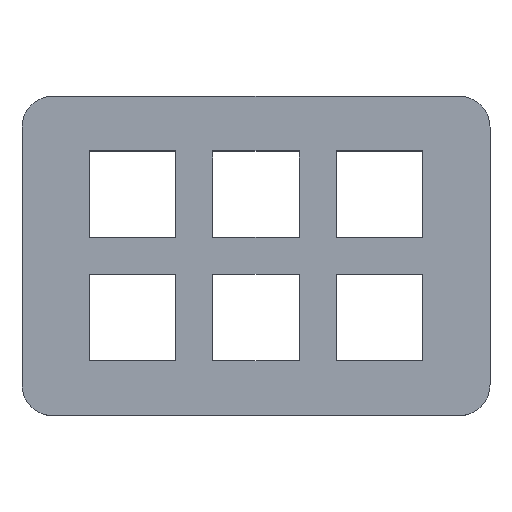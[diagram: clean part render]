
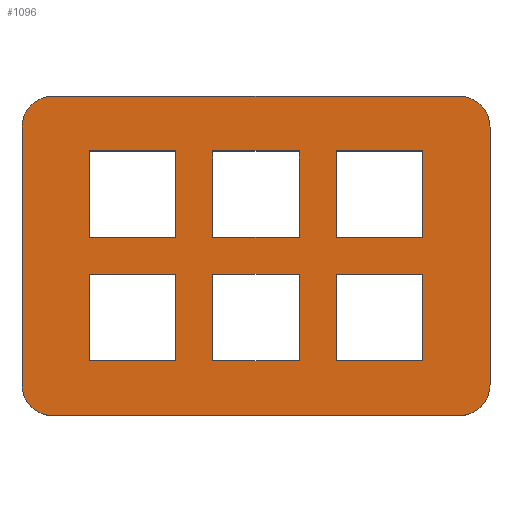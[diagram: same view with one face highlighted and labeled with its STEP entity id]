
A CAD part, top view. The second image highlights one B-rep face of the part: STEP entity #1096.
In plain terms, the highlighted planar face has unit normal (0, 0, 1).
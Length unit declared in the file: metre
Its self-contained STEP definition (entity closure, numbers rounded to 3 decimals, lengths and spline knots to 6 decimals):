
#30=CIRCLE('',#1153,0.005);
#32=CIRCLE('',#1157,0.005);
#35=CIRCLE('',#1162,0.005);
#37=CIRCLE('',#1171,0.005);
#230=ORIENTED_EDGE('',*,*,#439,.T.);
#231=ORIENTED_EDGE('',*,*,#442,.T.);
#232=ORIENTED_EDGE('',*,*,#445,.F.);
#233=ORIENTED_EDGE('',*,*,#448,.T.);
#234=ORIENTED_EDGE('',*,*,#452,.F.);
#235=ORIENTED_EDGE('',*,*,#455,.T.);
#236=ORIENTED_EDGE('',*,*,#462,.T.);
#237=ORIENTED_EDGE('',*,*,#469,.T.);
#238=ORIENTED_EDGE('',*,*,#429,.F.);
#239=ORIENTED_EDGE('',*,*,#432,.F.);
#240=ORIENTED_EDGE('',*,*,#434,.F.);
#241=ORIENTED_EDGE('',*,*,#467,.F.);
#242=ORIENTED_EDGE('',*,*,#422,.F.);
#243=ORIENTED_EDGE('',*,*,#425,.F.);
#244=ORIENTED_EDGE('',*,*,#427,.F.);
#245=ORIENTED_EDGE('',*,*,#466,.F.);
#246=ORIENTED_EDGE('',*,*,#415,.F.);
#247=ORIENTED_EDGE('',*,*,#418,.F.);
#248=ORIENTED_EDGE('',*,*,#420,.F.);
#249=ORIENTED_EDGE('',*,*,#465,.F.);
#250=ORIENTED_EDGE('',*,*,#408,.F.);
#251=ORIENTED_EDGE('',*,*,#411,.F.);
#252=ORIENTED_EDGE('',*,*,#413,.F.);
#253=ORIENTED_EDGE('',*,*,#464,.F.);
#254=ORIENTED_EDGE('',*,*,#401,.F.);
#255=ORIENTED_EDGE('',*,*,#404,.F.);
#256=ORIENTED_EDGE('',*,*,#406,.F.);
#257=ORIENTED_EDGE('',*,*,#463,.F.);
#258=ORIENTED_EDGE('',*,*,#394,.F.);
#259=ORIENTED_EDGE('',*,*,#397,.F.);
#260=ORIENTED_EDGE('',*,*,#399,.F.);
#261=ORIENTED_EDGE('',*,*,#470,.F.);
#394=EDGE_CURVE('',#540,#541,#646,.T.);
#397=EDGE_CURVE('',#542,#540,#649,.T.);
#399=EDGE_CURVE('',#543,#542,#651,.T.);
#401=EDGE_CURVE('',#544,#545,#653,.T.);
#404=EDGE_CURVE('',#546,#544,#656,.T.);
#406=EDGE_CURVE('',#547,#546,#658,.T.);
#408=EDGE_CURVE('',#548,#549,#660,.T.);
#411=EDGE_CURVE('',#550,#548,#663,.T.);
#413=EDGE_CURVE('',#551,#550,#665,.T.);
#415=EDGE_CURVE('',#552,#553,#667,.T.);
#418=EDGE_CURVE('',#554,#552,#670,.T.);
#420=EDGE_CURVE('',#555,#554,#672,.T.);
#422=EDGE_CURVE('',#556,#557,#674,.T.);
#425=EDGE_CURVE('',#558,#556,#677,.T.);
#427=EDGE_CURVE('',#559,#558,#679,.T.);
#429=EDGE_CURVE('',#560,#561,#681,.T.);
#432=EDGE_CURVE('',#562,#560,#684,.T.);
#434=EDGE_CURVE('',#563,#562,#686,.T.);
#439=EDGE_CURVE('',#565,#568,#690,.T.);
#442=EDGE_CURVE('',#568,#570,#30,.T.);
#445=EDGE_CURVE('',#572,#570,#694,.T.);
#448=EDGE_CURVE('',#572,#574,#32,.T.);
#452=EDGE_CURVE('',#577,#574,#698,.T.);
#455=EDGE_CURVE('',#577,#579,#35,.T.);
#462=EDGE_CURVE('',#579,#585,#706,.T.);
#463=EDGE_CURVE('',#545,#547,#707,.T.);
#464=EDGE_CURVE('',#549,#551,#708,.T.);
#465=EDGE_CURVE('',#553,#555,#709,.T.);
#466=EDGE_CURVE('',#557,#559,#710,.T.);
#467=EDGE_CURVE('',#561,#563,#711,.T.);
#469=EDGE_CURVE('',#585,#565,#37,.T.);
#470=EDGE_CURVE('',#541,#543,#712,.T.);
#540=VERTEX_POINT('',#1575);
#541=VERTEX_POINT('',#1577);
#542=VERTEX_POINT('',#1581);
#543=VERTEX_POINT('',#1585);
#544=VERTEX_POINT('',#1589);
#545=VERTEX_POINT('',#1591);
#546=VERTEX_POINT('',#1595);
#547=VERTEX_POINT('',#1599);
#548=VERTEX_POINT('',#1603);
#549=VERTEX_POINT('',#1605);
#550=VERTEX_POINT('',#1609);
#551=VERTEX_POINT('',#1613);
#552=VERTEX_POINT('',#1617);
#553=VERTEX_POINT('',#1619);
#554=VERTEX_POINT('',#1623);
#555=VERTEX_POINT('',#1627);
#556=VERTEX_POINT('',#1631);
#557=VERTEX_POINT('',#1633);
#558=VERTEX_POINT('',#1637);
#559=VERTEX_POINT('',#1641);
#560=VERTEX_POINT('',#1645);
#561=VERTEX_POINT('',#1647);
#562=VERTEX_POINT('',#1651);
#563=VERTEX_POINT('',#1655);
#565=VERTEX_POINT('',#1661);
#568=VERTEX_POINT('',#1666);
#570=VERTEX_POINT('',#1672);
#572=VERTEX_POINT('',#1678);
#574=VERTEX_POINT('',#1684);
#577=VERTEX_POINT('',#1692);
#579=VERTEX_POINT('',#1698);
#585=VERTEX_POINT('',#1712);
#646=LINE('',#1576,#782);
#649=LINE('',#1582,#785);
#651=LINE('',#1586,#787);
#653=LINE('',#1590,#789);
#656=LINE('',#1596,#792);
#658=LINE('',#1600,#794);
#660=LINE('',#1604,#796);
#663=LINE('',#1610,#799);
#665=LINE('',#1614,#801);
#667=LINE('',#1618,#803);
#670=LINE('',#1624,#806);
#672=LINE('',#1628,#808);
#674=LINE('',#1632,#810);
#677=LINE('',#1638,#813);
#679=LINE('',#1642,#815);
#681=LINE('',#1646,#817);
#684=LINE('',#1652,#820);
#686=LINE('',#1656,#822);
#690=LINE('',#1667,#826);
#694=LINE('',#1679,#830);
#698=LINE('',#1693,#834);
#706=LINE('',#1713,#842);
#707=LINE('',#1715,#843);
#708=LINE('',#1717,#844);
#709=LINE('',#1719,#845);
#710=LINE('',#1721,#846);
#711=LINE('',#1723,#847);
#712=LINE('',#1728,#848);
#782=VECTOR('',#1259,1.);
#785=VECTOR('',#1264,1.);
#787=VECTOR('',#1268,1.);
#789=VECTOR('',#1272,1.);
#792=VECTOR('',#1277,1.);
#794=VECTOR('',#1281,1.);
#796=VECTOR('',#1285,1.);
#799=VECTOR('',#1290,1.);
#801=VECTOR('',#1294,1.);
#803=VECTOR('',#1298,1.);
#806=VECTOR('',#1303,1.);
#808=VECTOR('',#1307,1.);
#810=VECTOR('',#1311,1.);
#813=VECTOR('',#1316,1.);
#815=VECTOR('',#1320,1.);
#817=VECTOR('',#1324,1.);
#820=VECTOR('',#1329,1.);
#822=VECTOR('',#1333,1.);
#826=VECTOR('',#1341,1.);
#830=VECTOR('',#1353,1.);
#834=VECTOR('',#1367,1.);
#842=VECTOR('',#1383,1.);
#843=VECTOR('',#1386,1.);
#844=VECTOR('',#1389,1.);
#845=VECTOR('',#1392,1.);
#846=VECTOR('',#1395,1.);
#847=VECTOR('',#1398,1.);
#848=VECTOR('',#1407,1.);
#910=EDGE_LOOP('',(#230,#231,#232,#233,#234,#235,#236,#237));
#911=EDGE_LOOP('',(#238,#239,#240,#241));
#912=EDGE_LOOP('',(#242,#243,#244,#245));
#913=EDGE_LOOP('',(#246,#247,#248,#249));
#914=EDGE_LOOP('',(#250,#251,#252,#253));
#915=EDGE_LOOP('',(#254,#255,#256,#257));
#916=EDGE_LOOP('',(#258,#259,#260,#261));
#984=FACE_BOUND('',#910,.T.);
#985=FACE_BOUND('',#911,.T.);
#986=FACE_BOUND('',#912,.T.);
#987=FACE_BOUND('',#913,.T.);
#988=FACE_BOUND('',#914,.T.);
#989=FACE_BOUND('',#915,.T.);
#990=FACE_BOUND('',#916,.T.);
#1046=PLANE('',#1173);
#1096=ADVANCED_FACE('',(#984,#985,#986,#987,#988,#989,#990),#1046,.T.);
#1153=AXIS2_PLACEMENT_3D('',#1673,#1347,#1348);
#1157=AXIS2_PLACEMENT_3D('',#1685,#1359,#1360);
#1162=AXIS2_PLACEMENT_3D('',#1699,#1373,#1374);
#1171=AXIS2_PLACEMENT_3D('',#1726,#1403,#1404);
#1173=AXIS2_PLACEMENT_3D('',#1729,#1408,#1409);
#1259=DIRECTION('',(-1.,0.,0.));
#1264=DIRECTION('',(0.,1.,0.));
#1268=DIRECTION('',(1.,0.,0.));
#1272=DIRECTION('',(0.,-1.,0.));
#1277=DIRECTION('',(-1.,0.,0.));
#1281=DIRECTION('',(0.,1.,0.));
#1285=DIRECTION('',(-1.,0.,0.));
#1290=DIRECTION('',(0.,1.,0.));
#1294=DIRECTION('',(1.,0.,0.));
#1298=DIRECTION('',(0.,-1.,0.));
#1303=DIRECTION('',(-1.,0.,0.));
#1307=DIRECTION('',(0.,1.,0.));
#1311=DIRECTION('',(0.,-1.,0.));
#1316=DIRECTION('',(-1.,0.,0.));
#1320=DIRECTION('',(0.,1.,0.));
#1324=DIRECTION('',(0.,1.,0.));
#1329=DIRECTION('',(1.,0.,0.));
#1333=DIRECTION('',(0.,-1.,0.));
#1341=DIRECTION('',(0.,-1.,0.));
#1347=DIRECTION('',(0.,0.,1.));
#1348=DIRECTION('',(1.,0.,0.));
#1353=DIRECTION('',(-1.,0.,0.));
#1359=DIRECTION('',(0.,0.,1.));
#1360=DIRECTION('',(1.,0.,0.));
#1367=DIRECTION('',(0.,-1.,0.));
#1373=DIRECTION('',(0.,0.,1.));
#1374=DIRECTION('',(1.,0.,0.));
#1383=DIRECTION('',(-1.,0.,0.));
#1386=DIRECTION('',(1.,0.,0.));
#1389=DIRECTION('',(0.,-1.,0.));
#1392=DIRECTION('',(1.,0.,0.));
#1395=DIRECTION('',(1.,0.,0.));
#1398=DIRECTION('',(-1.,0.,0.));
#1403=DIRECTION('',(0.,0.,1.));
#1404=DIRECTION('',(1.,0.,0.));
#1407=DIRECTION('',(0.,-1.,0.));
#1408=DIRECTION('',(0.,0.,1.));
#1409=DIRECTION('',(1.,0.,0.));
#1575=CARTESIAN_POINT('',(0.027,0.017,0.004));
#1576=CARTESIAN_POINT('',(0.02,0.017,0.004));
#1577=CARTESIAN_POINT('',(0.013,0.017,0.004));
#1581=CARTESIAN_POINT('',(0.027,0.003,0.004));
#1582=CARTESIAN_POINT('',(0.027,0.01,0.004));
#1585=CARTESIAN_POINT('',(0.013,0.003,0.004));
#1586=CARTESIAN_POINT('',(0.02,0.003,0.004));
#1589=CARTESIAN_POINT('',(-0.007,0.017,0.004));
#1590=CARTESIAN_POINT('',(-0.007,0.01,0.004));
#1591=CARTESIAN_POINT('',(-0.007,0.003,0.004));
#1595=CARTESIAN_POINT('',(0.007,0.017,0.004));
#1596=CARTESIAN_POINT('',(0.,0.017,0.004));
#1599=CARTESIAN_POINT('',(0.007,0.003,0.004));
#1600=CARTESIAN_POINT('',(0.007,0.01,0.004));
#1603=CARTESIAN_POINT('',(0.007,-0.003,0.004));
#1604=CARTESIAN_POINT('',(0.,-0.003,0.004));
#1605=CARTESIAN_POINT('',(-0.007,-0.003,0.004));
#1609=CARTESIAN_POINT('',(0.007,-0.017,0.004));
#1610=CARTESIAN_POINT('',(0.007,-0.01,0.004));
#1613=CARTESIAN_POINT('',(-0.007,-0.017,0.004));
#1614=CARTESIAN_POINT('',(0.,-0.017,0.004));
#1617=CARTESIAN_POINT('',(0.013,-0.003,0.004));
#1618=CARTESIAN_POINT('',(0.013,-0.01,0.004));
#1619=CARTESIAN_POINT('',(0.013,-0.017,0.004));
#1623=CARTESIAN_POINT('',(0.027,-0.003,0.004));
#1624=CARTESIAN_POINT('',(0.02,-0.003,0.004));
#1627=CARTESIAN_POINT('',(0.027,-0.017,0.004));
#1628=CARTESIAN_POINT('',(0.027,-0.01,0.004));
#1631=CARTESIAN_POINT('',(-0.027,-0.003,0.004));
#1632=CARTESIAN_POINT('',(-0.027,-0.01,0.004));
#1633=CARTESIAN_POINT('',(-0.027,-0.017,0.004));
#1637=CARTESIAN_POINT('',(-0.013,-0.003,0.004));
#1638=CARTESIAN_POINT('',(-0.02,-0.003,0.004));
#1641=CARTESIAN_POINT('',(-0.013,-0.017,0.004));
#1642=CARTESIAN_POINT('',(-0.013,-0.01,0.004));
#1645=CARTESIAN_POINT('',(-0.013,0.003,0.004));
#1646=CARTESIAN_POINT('',(-0.013,0.01,0.004));
#1647=CARTESIAN_POINT('',(-0.013,0.017,0.004));
#1651=CARTESIAN_POINT('',(-0.027,0.003,0.004));
#1652=CARTESIAN_POINT('',(-0.02,0.003,0.004));
#1655=CARTESIAN_POINT('',(-0.027,0.017,0.004));
#1656=CARTESIAN_POINT('',(-0.027,0.01,0.004));
#1661=CARTESIAN_POINT('',(-0.0379,0.020875,0.004));
#1666=CARTESIAN_POINT('',(-0.0379,-0.020875,0.004));
#1667=CARTESIAN_POINT('',(-0.0379,0.,0.004));
#1672=CARTESIAN_POINT('',(-0.0329,-0.025875,0.004));
#1673=CARTESIAN_POINT('',(-0.0329,-0.020875,0.004));
#1678=CARTESIAN_POINT('',(0.0329,-0.025875,0.004));
#1679=CARTESIAN_POINT('',(0.,-0.025875,0.004));
#1684=CARTESIAN_POINT('',(0.0379,-0.020875,0.004));
#1685=CARTESIAN_POINT('',(0.0329,-0.020875,0.004));
#1692=CARTESIAN_POINT('',(0.0379,0.020875,0.004));
#1693=CARTESIAN_POINT('',(0.0379,0.,0.004));
#1698=CARTESIAN_POINT('',(0.0329,0.025875,0.004));
#1699=CARTESIAN_POINT('',(0.0329,0.020875,0.004));
#1712=CARTESIAN_POINT('',(-0.0329,0.025875,0.004));
#1713=CARTESIAN_POINT('',(0.,0.025875,0.004));
#1715=CARTESIAN_POINT('',(0.,0.003,0.004));
#1717=CARTESIAN_POINT('',(-0.007,-0.01,0.004));
#1719=CARTESIAN_POINT('',(0.02,-0.017,0.004));
#1721=CARTESIAN_POINT('',(-0.02,-0.017,0.004));
#1723=CARTESIAN_POINT('',(-0.02,0.017,0.004));
#1726=CARTESIAN_POINT('',(-0.0329,0.020875,0.004));
#1728=CARTESIAN_POINT('',(0.013,0.01,0.004));
#1729=CARTESIAN_POINT('',(0.,0.,0.004));
